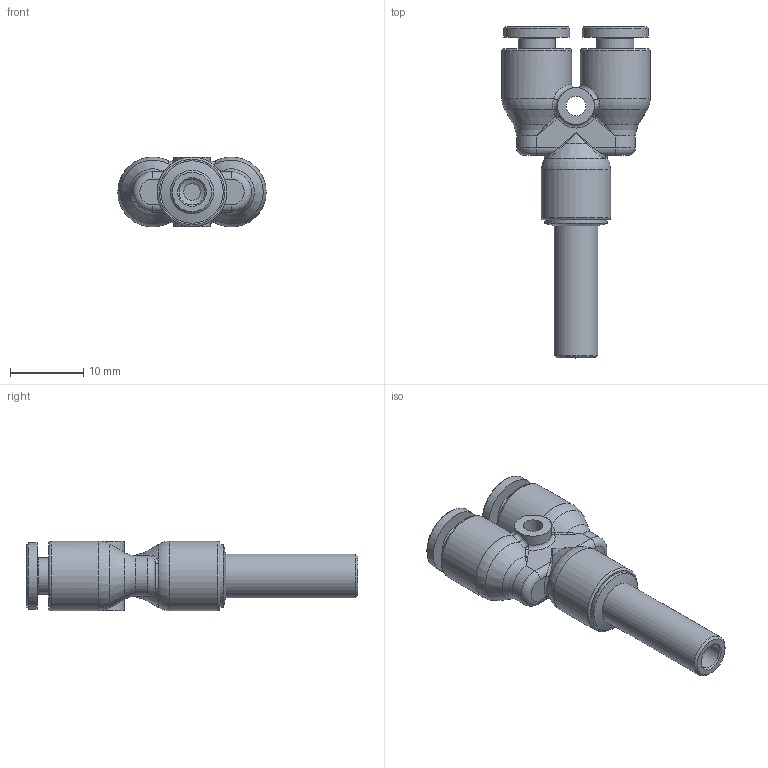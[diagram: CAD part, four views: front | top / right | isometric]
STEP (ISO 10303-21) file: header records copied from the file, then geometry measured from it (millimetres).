
FILE_DESCRIPTION(/* description */ ('STEP AP214'),/* implementation_level */ '2;1');
FILE_NAME(/* name */ 'B0201030',/* time_stamp */ '2023-03-30T16:15:55+02:00',/* author */ ('License CC BY-ND 4.0'),/* organization */ ('CADENAS'),/* preprocessor_version */ 'ST-DEVELOPER v19.3',/* originating_system */ 'PARTsolutions',/* authorisation */ ' ');
FILE_SCHEMA (('AUTOMOTIVE_DESIGN {1 0 10303 214 3 1 1}'));
Length unit declared in the file: millimetre
Products named in the file (1): B0201030
Bounding box: 20.2 x 45.2 x 9.5 mm (x, y, z)
Volume: 2485.6 mm3; surface area: 2792.4 mm2
Topology: 1 solids, 1 shells, 449 faces, 1171 edges, 758 vertices
Faces by surface type: plane 235, bspline 154, cylinder 26, torus 16, cone 14, sphere 4
Full cylindrical faces by diameter (mm): 2.25 x1, 2.7 x1, 3.5 x1, 4.1 x1, 4.15 x2, 5 x1, 5.05 x2, 5.95 x1, 8.5 x1, 9 x2, 9.5 x3
Entity records: 21002 total; most frequent: CARTESIAN_POINT 11202, ORIENTED_EDGE 2234, DIRECTION 1510, EDGE_CURVE 1117, VERTEX_POINT 745, LINE 688, VECTOR 688, EDGE_LOOP 530
